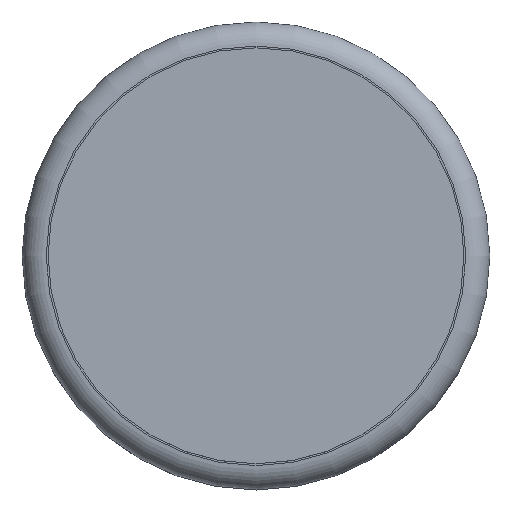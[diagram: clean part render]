
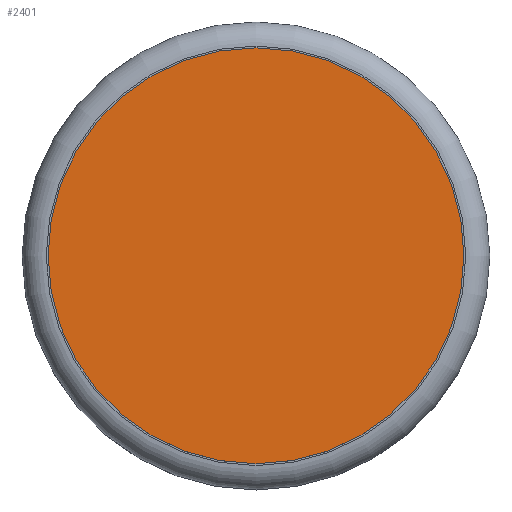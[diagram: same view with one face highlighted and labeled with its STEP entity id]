
A CAD part, top view. The second image highlights one B-rep face of the part: STEP entity #2401.
In plain terms, the highlighted planar face has unit normal (0, 0, 1).
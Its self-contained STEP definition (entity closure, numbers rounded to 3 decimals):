
#93=PLANE('',#2577);
#486=FACE_OUTER_BOUND('',#652,.T.);
#652=EDGE_LOOP('',(#2172));
#925=CIRCLE('',#2578,4.313);
#1149=VERTEX_POINT('',#5835);
#1497=EDGE_CURVE('',#1149,#1149,#925,.T.);
#2172=ORIENTED_EDGE('',*,*,#1497,.F.);
#2401=ADVANCED_FACE('',(#486),#93,.F.);
#2577=AXIS2_PLACEMENT_3D('',#5834,#2993,#2994);
#2578=AXIS2_PLACEMENT_3D('',#5836,#2995,#2996);
#2993=DIRECTION('center_axis',(0.,0.,-1.));
#2994=DIRECTION('ref_axis',(-1.,0.,0.));
#2995=DIRECTION('center_axis',(0.,0.,-1.));
#2996=DIRECTION('ref_axis',(-1.,0.,0.));
#5834=CARTESIAN_POINT('Origin',(0.,0.,2.67));
#5835=CARTESIAN_POINT('',(4.313,0.,2.67));
#5836=CARTESIAN_POINT('Origin',(0.,0.,2.67));
